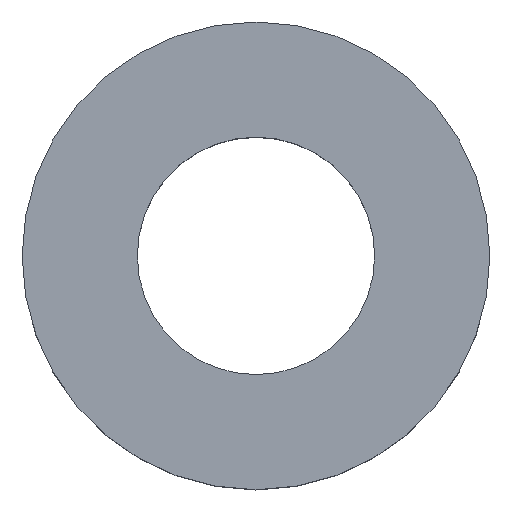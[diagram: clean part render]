
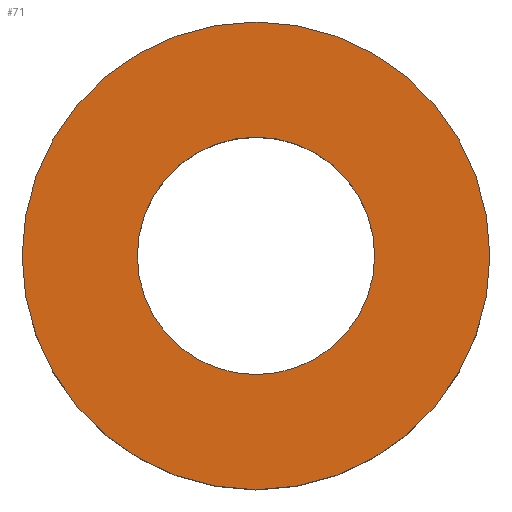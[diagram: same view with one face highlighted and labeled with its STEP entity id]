
A CAD part, top view. The second image highlights one B-rep face of the part: STEP entity #71.
In plain terms, the highlighted planar face has unit normal (0, 0, 1).
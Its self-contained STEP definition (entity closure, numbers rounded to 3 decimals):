
#71=ADVANCED_FACE('',(#95,#96),#97,.T.);
#95=FACE_BOUND('',#114,.T.);
#96=FACE_OUTER_BOUND('',#115,.T.);
#97=PLANE('',#116);
#103=EDGE_CURVE('',#124,#121,#125,.T.);
#108=EDGE_CURVE('',#121,#124,#131,.T.);
#114=EDGE_LOOP('',(#147,#148));
#115=EDGE_LOOP('',(#149,#150));
#116=AXIS2_PLACEMENT_3D('',#151,#152,#153);
#121=VERTEX_POINT('',#162);
#124=VERTEX_POINT('',#166);
#125=CIRCLE('',#167,25.0);
#131=CIRCLE('',#174,25.0);
#147=ORIENTED_EDGE('',*,*,#108,.T.);
#148=ORIENTED_EDGE('',*,*,#103,.T.);
#149=ORIENTED_EDGE('',*,*,#180,.F.);
#150=ORIENTED_EDGE('',*,*,#179,.F.);
#151=CARTESIAN_POINT('',(-210.0,425.0,0.0));
#152=DIRECTION('',(0.0,0.0,1.0));
#153=DIRECTION('',(1.0,0.0,0.0));
#162=CARTESIAN_POINT('',(-185.0,425.0,0.0));
#166=CARTESIAN_POINT('',(-235.0,425.0,0.0));
#167=AXIS2_PLACEMENT_3D('',#183,#184,#185);
#174=AXIS2_PLACEMENT_3D('',#193,#194,#195);
#179=EDGE_CURVE('',#201,#197,#203,.T.);
#180=EDGE_CURVE('',#197,#201,#204,.T.);
#183=CARTESIAN_POINT('',(-210.0,425.0,0.0));
#184=DIRECTION('',(0.0,0.0,-1.0));
#185=DIRECTION('',(1.0,0.0,0.0));
#193=CARTESIAN_POINT('',(-210.0,425.0,0.0));
#194=DIRECTION('',(0.0,0.0,-1.0));
#195=DIRECTION('',(1.0,0.0,0.0));
#197=VERTEX_POINT('',#207);
#201=VERTEX_POINT('',#212);
#203=CIRCLE('',#215,49.25);
#204=CIRCLE('',#216,49.25);
#207=CARTESIAN_POINT('',(-160.75,425.0,0.0));
#212=CARTESIAN_POINT('',(-259.25,425.0,0.0));
#215=AXIS2_PLACEMENT_3D('',#223,#224,#225);
#216=AXIS2_PLACEMENT_3D('',#226,#227,#228);
#223=CARTESIAN_POINT('',(-210.0,425.0,0.0));
#224=DIRECTION('',(0.0,0.0,-1.0));
#225=DIRECTION('',(1.0,0.0,0.0));
#226=CARTESIAN_POINT('',(-210.0,425.0,0.0));
#227=DIRECTION('',(0.0,0.0,-1.0));
#228=DIRECTION('',(1.0,0.0,0.0));
